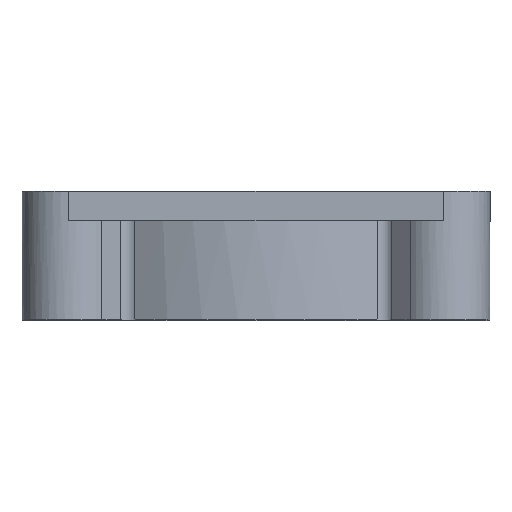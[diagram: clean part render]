
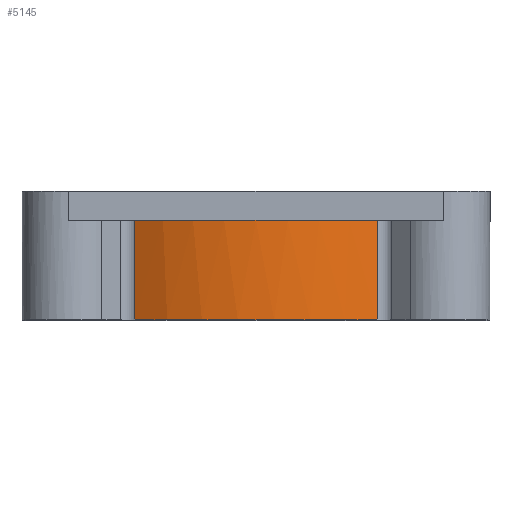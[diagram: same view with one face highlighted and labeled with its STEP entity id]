
A CAD part, top view. The second image highlights one B-rep face of the part: STEP entity #5145.
In plain terms, the highlighted cylindrical face has radius 20 mm (diameter 40 mm), a partial arc.
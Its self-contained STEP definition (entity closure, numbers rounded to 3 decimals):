
#1984 = PLANE('',#1985);
#1985 = AXIS2_PLACEMENT_3D('',#1986,#1987,#1988);
#1986 = CARTESIAN_POINT('',(0.,-2.5,0.));
#1987 = DIRECTION('',(0.,1.,0.));
#1988 = DIRECTION('',(0.,0.,1.));
#2108 = PLANE('',#2109);
#2109 = AXIS2_PLACEMENT_3D('',#2110,#2111,#2112);
#2110 = CARTESIAN_POINT('',(0.,-11.,0.));
#2111 = DIRECTION('',(-0.,-1.,0.));
#2112 = DIRECTION('',(0.,0.,-1.));
#2126 = VERTEX_POINT('',#2127);
#2127 = CARTESIAN_POINT('',(0.,-2.5,20.));
#2164 = PLANE('',#2165);
#2165 = AXIS2_PLACEMENT_3D('',#2166,#2167,#2168);
#2166 = CARTESIAN_POINT('',(0.,-2.5,0.));
#2167 = DIRECTION('',(0.,1.,0.));
#2168 = DIRECTION('',(0.,0.,1.));
#3643 = CYLINDRICAL_SURFACE('',#3644,1.);
#3644 = AXIS2_PLACEMENT_3D('',#3645,#3646,#3647);
#3645 = CARTESIAN_POINT('',(-10.887,0.,17.958));
#3646 = DIRECTION('',(0.,1.,0.));
#3647 = DIRECTION('',(1.,0.,0.));
#3659 = EDGE_CURVE('',#3660,#2126,#3662,.T.);
#3660 = VERTEX_POINT('',#3661);
#3661 = CARTESIAN_POINT('',(-10.368,-2.5,17.103));
#3662 = SURFACE_CURVE('',#3663,(#3668,#3675),.PCURVE_S1.);
#3663 = CIRCLE('',#3664,20.);
#3664 = AXIS2_PLACEMENT_3D('',#3665,#3666,#3667);
#3665 = CARTESIAN_POINT('',(0.,-2.5,0.));
#3666 = DIRECTION('',(0.,1.,0.));
#3667 = DIRECTION('',(1.,0.,0.));
#3668 = PCURVE('',#1984,#3669);
#3669 = DEFINITIONAL_REPRESENTATION('',(#3670),#3674);
#3670 = CIRCLE('',#3671,20.);
#3671 = AXIS2_PLACEMENT_2D('',#3672,#3673);
#3672 = CARTESIAN_POINT('',(0.,0.));
#3673 = DIRECTION('',(0.,1.));
#3674 = ( GEOMETRIC_REPRESENTATION_CONTEXT(2) 
PARAMETRIC_REPRESENTATION_CONTEXT() REPRESENTATION_CONTEXT('2D SPACE',''
  ) );
#3675 = PCURVE('',#3676,#3681);
#3676 = CYLINDRICAL_SURFACE('',#3677,20.);
#3677 = AXIS2_PLACEMENT_3D('',#3678,#3679,#3680);
#3678 = CARTESIAN_POINT('',(0.,0.,0.));
#3679 = DIRECTION('',(0.,1.,0.));
#3680 = DIRECTION('',(1.,0.,0.));
#3681 = DEFINITIONAL_REPRESENTATION('',(#3682),#3685);
#3682 = B_SPLINE_CURVE_WITH_KNOTS('',1,(#3683,#3684),.UNSPECIFIED.,.F.,
  .F.,(2,2),(4.167,4.712),.PIECEWISE_BEZIER_KNOTS.);
#3683 = CARTESIAN_POINT('',(-2.116,-2.5));
#3684 = CARTESIAN_POINT('',(-1.571,-2.5));
#3685 = ( GEOMETRIC_REPRESENTATION_CONTEXT(2) 
PARAMETRIC_REPRESENTATION_CONTEXT() REPRESENTATION_CONTEXT('2D SPACE',''
  ) );
#4222 = VERTEX_POINT('',#4223);
#4223 = CARTESIAN_POINT('',(10.368,-11.,17.103));
#4238 = CYLINDRICAL_SURFACE('',#4239,1.);
#4239 = AXIS2_PLACEMENT_3D('',#4240,#4241,#4242);
#4240 = CARTESIAN_POINT('',(10.887,0.,17.958));
#4241 = DIRECTION('',(0.,1.,0.));
#4242 = DIRECTION('',(1.,0.,0.));
#4249 = EDGE_CURVE('',#4222,#4250,#4252,.T.);
#4250 = VERTEX_POINT('',#4251);
#4251 = CARTESIAN_POINT('',(-10.368,-11.,17.103));
#4252 = SURFACE_CURVE('',#4253,(#4258,#4265),.PCURVE_S1.);
#4253 = CIRCLE('',#4254,20.);
#4254 = AXIS2_PLACEMENT_3D('',#4255,#4256,#4257);
#4255 = CARTESIAN_POINT('',(0.,-11.,0.));
#4256 = DIRECTION('',(0.,-1.,0.));
#4257 = DIRECTION('',(1.,0.,0.));
#4258 = PCURVE('',#2108,#4259);
#4259 = DEFINITIONAL_REPRESENTATION('',(#4260),#4264);
#4260 = CIRCLE('',#4261,20.);
#4261 = AXIS2_PLACEMENT_2D('',#4262,#4263);
#4262 = CARTESIAN_POINT('',(0.,0.));
#4263 = DIRECTION('',(0.,1.));
#4264 = ( GEOMETRIC_REPRESENTATION_CONTEXT(2) 
PARAMETRIC_REPRESENTATION_CONTEXT() REPRESENTATION_CONTEXT('2D SPACE',''
  ) );
#4265 = PCURVE('',#3676,#4266);
#4266 = DEFINITIONAL_REPRESENTATION('',(#4267),#4270);
#4267 = B_SPLINE_CURVE_WITH_KNOTS('',1,(#4268,#4269),.UNSPECIFIED.,.F.,
  .F.,(2,2),(1.026,2.116),.PIECEWISE_BEZIER_KNOTS.);
#4268 = CARTESIAN_POINT('',(-1.026,-11.));
#4269 = CARTESIAN_POINT('',(-2.116,-11.));
#4270 = ( GEOMETRIC_REPRESENTATION_CONTEXT(2) 
PARAMETRIC_REPRESENTATION_CONTEXT() REPRESENTATION_CONTEXT('2D SPACE',''
  ) );
#4420 = EDGE_CURVE('',#2126,#4421,#4423,.T.);
#4421 = VERTEX_POINT('',#4422);
#4422 = CARTESIAN_POINT('',(10.368,-2.5,17.103));
#4423 = SURFACE_CURVE('',#4424,(#4429,#4436),.PCURVE_S1.);
#4424 = CIRCLE('',#4425,20.);
#4425 = AXIS2_PLACEMENT_3D('',#4426,#4427,#4428);
#4426 = CARTESIAN_POINT('',(0.,-2.5,0.));
#4427 = DIRECTION('',(0.,1.,0.));
#4428 = DIRECTION('',(1.,0.,0.));
#4429 = PCURVE('',#2164,#4430);
#4430 = DEFINITIONAL_REPRESENTATION('',(#4431),#4435);
#4431 = CIRCLE('',#4432,20.);
#4432 = AXIS2_PLACEMENT_2D('',#4433,#4434);
#4433 = CARTESIAN_POINT('',(0.,0.));
#4434 = DIRECTION('',(0.,1.));
#4435 = ( GEOMETRIC_REPRESENTATION_CONTEXT(2) 
PARAMETRIC_REPRESENTATION_CONTEXT() REPRESENTATION_CONTEXT('2D SPACE',''
  ) );
#4436 = PCURVE('',#3676,#4437);
#4437 = DEFINITIONAL_REPRESENTATION('',(#4438),#4441);
#4438 = B_SPLINE_CURVE_WITH_KNOTS('',1,(#4439,#4440),.UNSPECIFIED.,.F.,
  .F.,(2,2),(4.712,5.257),.PIECEWISE_BEZIER_KNOTS.);
#4439 = CARTESIAN_POINT('',(-1.571,-2.5));
#4440 = CARTESIAN_POINT('',(-1.026,-2.5));
#4441 = ( GEOMETRIC_REPRESENTATION_CONTEXT(2) 
PARAMETRIC_REPRESENTATION_CONTEXT() REPRESENTATION_CONTEXT('2D SPACE',''
  ) );
#5127 = EDGE_CURVE('',#3660,#4250,#5128,.T.);
#5128 = SURFACE_CURVE('',#5129,(#5133,#5139),.PCURVE_S1.);
#5129 = LINE('',#5130,#5131);
#5130 = CARTESIAN_POINT('',(-10.368,0.,17.103));
#5131 = VECTOR('',#5132,1.);
#5132 = DIRECTION('',(0.,-1.,0.));
#5133 = PCURVE('',#3643,#5134);
#5134 = DEFINITIONAL_REPRESENTATION('',(#5135),#5138);
#5135 = B_SPLINE_CURVE_WITH_KNOTS('',1,(#5136,#5137),.UNSPECIFIED.,.F.,
  .F.,(2,2),(2.5,11.),.PIECEWISE_BEZIER_KNOTS.);
#5136 = CARTESIAN_POINT('',(-5.257,-2.5));
#5137 = CARTESIAN_POINT('',(-5.257,-11.));
#5138 = ( GEOMETRIC_REPRESENTATION_CONTEXT(2) 
PARAMETRIC_REPRESENTATION_CONTEXT() REPRESENTATION_CONTEXT('2D SPACE',''
  ) );
#5139 = PCURVE('',#3676,#5140);
#5140 = DEFINITIONAL_REPRESENTATION('',(#5141),#5144);
#5141 = B_SPLINE_CURVE_WITH_KNOTS('',1,(#5142,#5143),.UNSPECIFIED.,.F.,
  .F.,(2,2),(2.5,11.),.PIECEWISE_BEZIER_KNOTS.);
#5142 = CARTESIAN_POINT('',(-2.116,-2.5));
#5143 = CARTESIAN_POINT('',(-2.116,-11.));
#5144 = ( GEOMETRIC_REPRESENTATION_CONTEXT(2) 
PARAMETRIC_REPRESENTATION_CONTEXT() REPRESENTATION_CONTEXT('2D SPACE',''
  ) );
#5145 = ADVANCED_FACE('',(#5146),#3676,.T.);
#5146 = FACE_BOUND('',#5147,.F.);
#5147 = EDGE_LOOP('',(#5148,#5149,#5168,#5169,#5170));
#5148 = ORIENTED_EDGE('',*,*,#4420,.T.);
#5149 = ORIENTED_EDGE('',*,*,#5150,.T.);
#5150 = EDGE_CURVE('',#4421,#4222,#5151,.T.);
#5151 = SURFACE_CURVE('',#5152,(#5156,#5162),.PCURVE_S1.);
#5152 = LINE('',#5153,#5154);
#5153 = CARTESIAN_POINT('',(10.368,0.,17.103));
#5154 = VECTOR('',#5155,1.);
#5155 = DIRECTION('',(0.,-1.,0.));
#5156 = PCURVE('',#3676,#5157);
#5157 = DEFINITIONAL_REPRESENTATION('',(#5158),#5161);
#5158 = B_SPLINE_CURVE_WITH_KNOTS('',1,(#5159,#5160),.UNSPECIFIED.,.F.,
  .F.,(2,2),(2.5,11.),.PIECEWISE_BEZIER_KNOTS.);
#5159 = CARTESIAN_POINT('',(-1.026,-2.5));
#5160 = CARTESIAN_POINT('',(-1.026,-11.));
#5161 = ( GEOMETRIC_REPRESENTATION_CONTEXT(2) 
PARAMETRIC_REPRESENTATION_CONTEXT() REPRESENTATION_CONTEXT('2D SPACE',''
  ) );
#5162 = PCURVE('',#4238,#5163);
#5163 = DEFINITIONAL_REPRESENTATION('',(#5164),#5167);
#5164 = B_SPLINE_CURVE_WITH_KNOTS('',1,(#5165,#5166),.UNSPECIFIED.,.F.,
  .F.,(2,2),(2.5,11.),.PIECEWISE_BEZIER_KNOTS.);
#5165 = CARTESIAN_POINT('',(-4.167,-2.5));
#5166 = CARTESIAN_POINT('',(-4.167,-11.));
#5167 = ( GEOMETRIC_REPRESENTATION_CONTEXT(2) 
PARAMETRIC_REPRESENTATION_CONTEXT() REPRESENTATION_CONTEXT('2D SPACE',''
  ) );
#5168 = ORIENTED_EDGE('',*,*,#4249,.T.);
#5169 = ORIENTED_EDGE('',*,*,#5127,.F.);
#5170 = ORIENTED_EDGE('',*,*,#3659,.T.);
